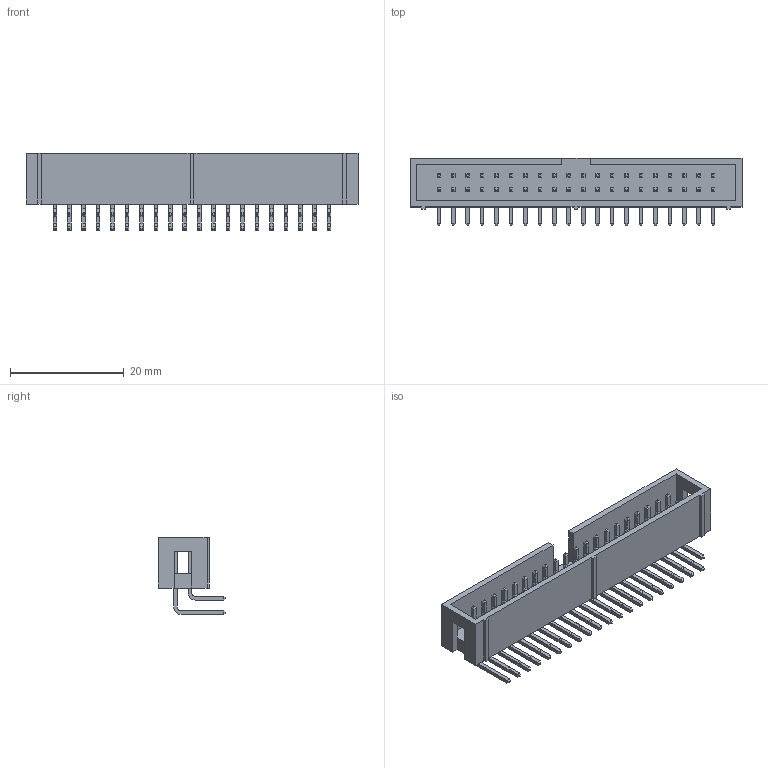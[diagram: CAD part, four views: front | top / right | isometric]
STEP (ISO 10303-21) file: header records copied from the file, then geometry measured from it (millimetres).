
FILE_DESCRIPTION (( 'STEP AP214' ), '1' );
FILE_NAME ('BH-40R.STEP', '2018-01-16T19:18:19', ( 'User' ), ( '' ), 'SwSTEP 2.0', 'SolidWorks 2017', '' );
FILE_SCHEMA (( 'AUTOMOTIVE_DESIGN' ));
Length unit declared in the file: millimetre
Products named in the file (1): BH-40R
Bounding box: 58.4 x 11.9 x 13.56 mm (x, y, z)
Volume: 2341.4 mm3; surface area: 4470 mm2
Topology: 1 solids, 1 shells, 914 faces, 2184 edges, 1348 vertices
Faces by surface type: plane 834, cylinder 80
Entity records: 35338 total; most frequent: CARTESIAN_POINT 4447, ORIENTED_EDGE 4368, DIRECTION 4174, EDGE_CURVE 2184, LINE 2024, VECTOR 2024, VERTEX_POINT 1348, AXIS2_PLACEMENT_3D 1075
